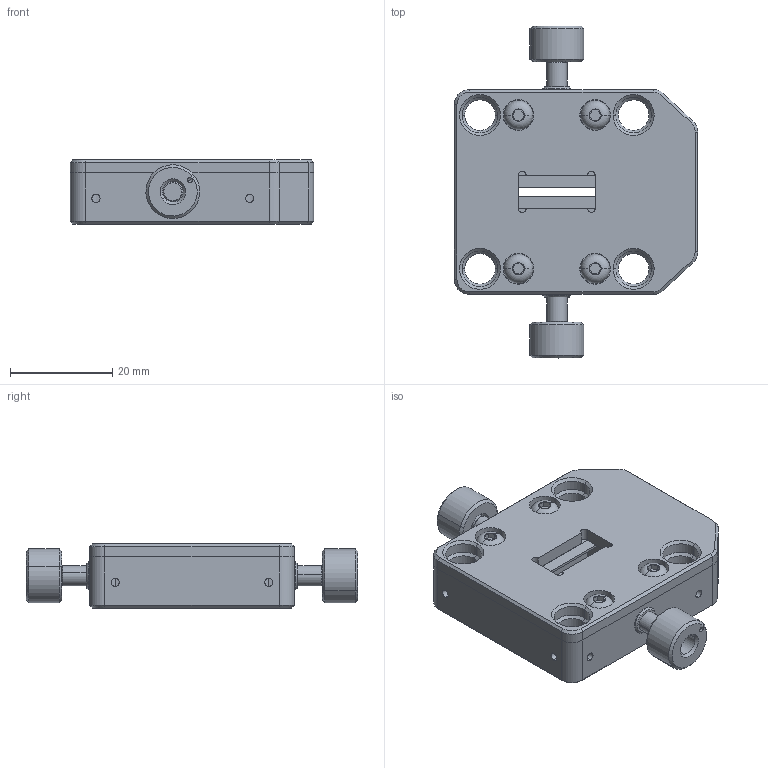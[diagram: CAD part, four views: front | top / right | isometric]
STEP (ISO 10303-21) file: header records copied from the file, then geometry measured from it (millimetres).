
FILE_DESCRIPTION (( 'STEP AP203' ), '1' );
FILE_NAME ('GCT-560201 俋倛芞.STEP', '2017-11-16T06:27:56', ( 'china' ), ( 'china' ), 'SwSTEP 2.0', 'SolidWorks 2015', '' );
FILE_SCHEMA (( 'CONFIG_CONTROL_DESIGN' ));
Length unit declared in the file: millimetre
Products named in the file (1): GCT-560201 俋倛芞
Bounding box: 47.5 x 64.8 x 12.5 mm (x, y, z)
Surface area: 12041.1 mm2 (no closed solid volume)
Topology: 0 solids, 16 shells, 234 faces, 608 edges, 390 vertices
Faces by surface type: cylinder 84, plane 78, cone 64, torus 8
Entity records: 7444 total; most frequent: CARTESIAN_POINT 1421, DIRECTION 1326, ORIENTED_EDGE 1120, EDGE_CURVE 604, AXIS2_PLACEMENT_3D 499, VERTEX_POINT 390, VECTOR 328, LINE 328
